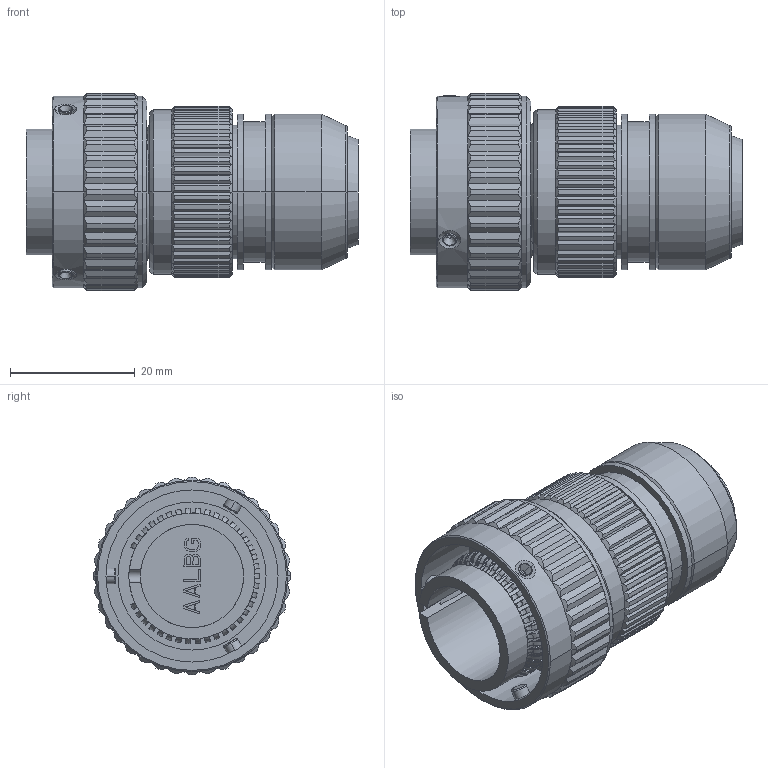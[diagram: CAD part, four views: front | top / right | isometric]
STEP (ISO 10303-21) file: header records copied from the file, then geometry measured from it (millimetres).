
FILE_DESCRIPTION((''),'2;1');
FILE_NAME('VG95234M-16S_SW0001','2023-03-28T12:52:31',('paultorloting'),('NET AG system integration'),'CREO PARAMETRIC BY PTC INC, 2021404','CREO PARAMETRIC BY PTC INC, 2021404','');
FILE_SCHEMA(('AUTOMOTIVE_DESIGN { 1 0 10303 214 1 1 1 1 }'));
Products named in the file (1): VG95234M-16S_SW0001
Bounding box: 53.29 x 31.72 x 31.72 mm (x, y, z)
Volume: 21702.7 mm3; surface area: 11244.4 mm2
Topology: 1 solids, 2 shells, 1204 faces, 3274 edges, 2033 vertices
Faces by surface type: bspline 532, plane 453, cylinder 151, cone 58, torus 10
Entity records: 58847 total; most frequent: CARTESIAN_POINT 29490, ORIENTED_EDGE 6536, DIRECTION 3592, EDGE_CURVE 3268, VERTEX_POINT 2033, VECTOR 1511, LINE 1511, B_SPLINE_CURVE_WITH_KNOTS 1400
